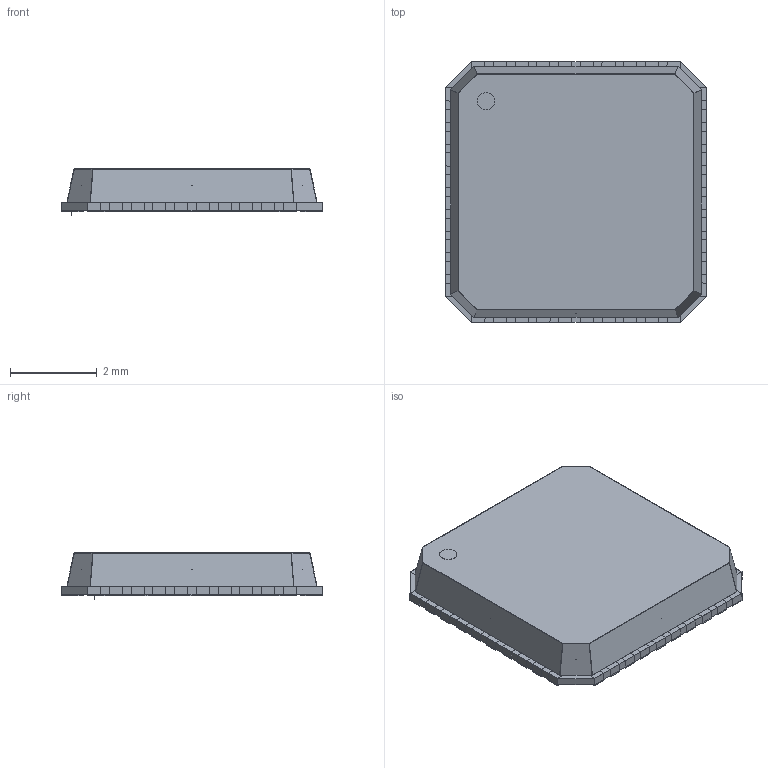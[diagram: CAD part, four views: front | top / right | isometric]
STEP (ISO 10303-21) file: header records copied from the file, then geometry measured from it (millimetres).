
FILE_DESCRIPTION (( 'STEP AP214' ), '1' );
FILE_NAME ('User Library-CP-40-4.STEP', '2020-03-22T20:42:50', ( '' ), ( '' ), 'SwSTEP 2.0', 'SolidWorks 2019', '' );
FILE_SCHEMA (( 'AUTOMOTIVE_DESIGN' ));
Length unit declared in the file: millimetre
Products named in the file (82): SW3dPS-LFCSP-40_358344658; SW3dPS-LFCSP-40_BODYLFCSP_5; SW3dPS-LFCSP-40_358334546; SW3dPS-LFCSP-40_358334674; SW3dPS-LFCSP-40_Extruded34; SW3dPS-LFCSP-40_Board6; SW3dPS-LFCSP-40_358344914; SW3dPS-LFCSP-40_358106898; SW3dPS-LFCSP-40_358343506; SW3dPS-LFCSP-40_BODYLFCSP_6; SW3dPS-LFCSP-40_Free-Models6; SW3dPS-LFCSP-40_358345810; SW3dPS-LFCSP-40_Free-Models7; SW3dPS-LFCSP-40_358344530; Product1; SW3dPS-LFCSP-40_358335186; SW3dPS-LFCSP-40_Extruded35; SW3dPS-LFCSP-40_Extruded17; SW3dPS-LFCSP-40_358336210; SW3dPS-LFCSP-40_Extruded31; SW3dPS-LFCSP-40_Extruded29; SW3dPS-LFCSP-40_Extruded28; SW3dPS-LFCSP-40_Board7; SW3dPS-LFCSP-40_Cylinder2; SW3dPS-LFCSP-40_Extruded32; User Library-CP-40-4; SW3dPS-LFCSP-40_Extruded30; SW3dPS-LFCSP-40_Extruded33
Assembly tree (130 placements, depth 5):
  User Library-CP-40-4
    Product1  x2
    SW3dPS-LFCSP-40_358345810
      SW3dPS-LFCSP-40_Extruded17
    SW3dPS-LFCSP-40_358345810
      SW3dPS-LFCSP-40_Extruded17
    SW3dPS-LFCSP-40_358345810
      SW3dPS-LFCSP-40_Extruded17
    SW3dPS-LFCSP-40_358344530
      SW3dPS-LFCSP-40_Extruded35
    SW3dPS-LFCSP-40_358344658
      SW3dPS-LFCSP-40_Extruded28
    SW3dPS-LFCSP-40_358344530
      SW3dPS-LFCSP-40_Extruded35
    SW3dPS-LFCSP-40_358344914
      SW3dPS-LFCSP-40_Extruded30
    SW3dPS-LFCSP-40_358344530
      SW3dPS-LFCSP-40_Extruded35
    SW3dPS-LFCSP-40_358344530
      SW3dPS-LFCSP-40_Extruded35
    SW3dPS-LFCSP-40_358345810
      SW3dPS-LFCSP-40_Extruded17
    SW3dPS-LFCSP-40_358344914
      SW3dPS-LFCSP-40_Extruded30
    SW3dPS-LFCSP-40_358344914
      SW3dPS-LFCSP-40_Extruded30
    SW3dPS-LFCSP-40_BODYLFCSP_5
      SW3dPS-LFCSP-40_Board6
      SW3dPS-LFCSP-40_Free-Models6
        SW3dPS-LFCSP-40_358335186
          SW3dPS-LFCSP-40_Extruded32
    SW3dPS-LFCSP-40_BODYLFCSP_6
      SW3dPS-LFCSP-40_Free-Models7
        SW3dPS-LFCSP-40_358334546
          SW3dPS-LFCSP-40_Extruded33
      SW3dPS-LFCSP-40_Board7
    SW3dPS-LFCSP-40_358345810
      SW3dPS-LFCSP-40_Extruded17
    SW3dPS-LFCSP-40_358343506
      SW3dPS-LFCSP-40_Extruded31
    SW3dPS-LFCSP-40_358344530
      SW3dPS-LFCSP-40_Extruded35
    SW3dPS-LFCSP-40_358344658
      SW3dPS-LFCSP-40_Extruded28
    SW3dPS-LFCSP-40_BODYLFCSP_5
      SW3dPS-LFCSP-40_Board6
      SW3dPS-LFCSP-40_Free-Models6
        SW3dPS-LFCSP-40_358335186
          SW3dPS-LFCSP-40_Extruded32
    SW3dPS-LFCSP-40_358345810
      SW3dPS-LFCSP-40_Extruded17
    SW3dPS-LFCSP-40_358345810
      SW3dPS-LFCSP-40_Extruded17
    SW3dPS-LFCSP-40_358344914
      SW3dPS-LFCSP-40_Extruded30
    SW3dPS-LFCSP-40_358344914
      SW3dPS-LFCSP-40_Extruded30
    SW3dPS-LFCSP-40_358344658
      SW3dPS-LFCSP-40_Extruded28
    SW3dPS-LFCSP-40_358344658
Bounding box: 6.02 x 6.02 x 1.1 mm (x, y, z)
Volume: 12 mm3; surface area: 232.3 mm2
Topology: 62 solids, 62 shells, 568 faces, 1332 edges, 888 vertices
Faces by surface type: plane 566, cylinder 2
Entity records: 6456 total; most frequent: DIRECTION 976, CARTESIAN_POINT 857, ORIENTED_EDGE 624, AXIS2_PLACEMENT_3D 335, EDGE_CURVE 312, VECTOR 306, LINE 306, PRODUCT_DEFINITION_SHAPE 212
